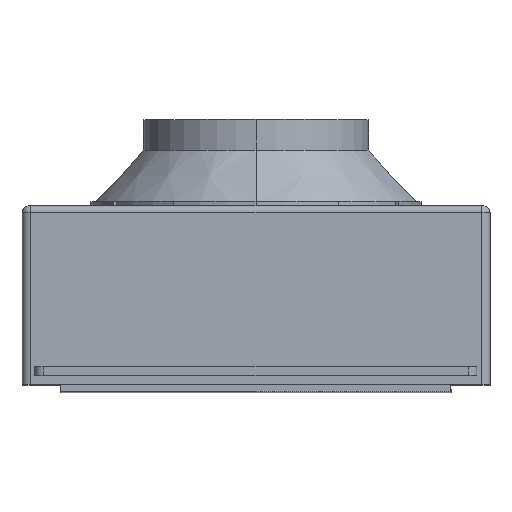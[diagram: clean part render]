
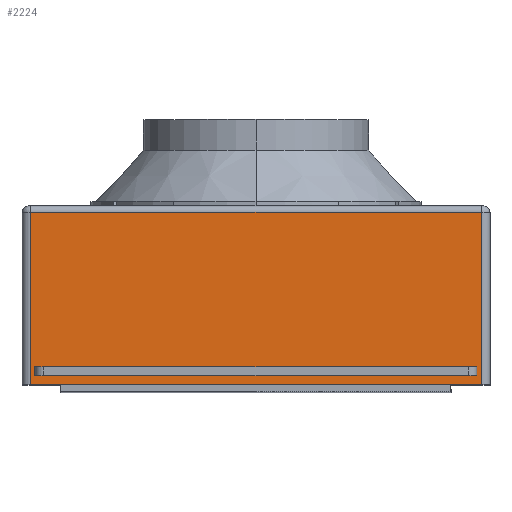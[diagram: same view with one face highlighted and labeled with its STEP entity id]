
A CAD part, top view. The second image highlights one B-rep face of the part: STEP entity #2224.
In plain terms, the highlighted planar face has unit normal (0, 0, 1).
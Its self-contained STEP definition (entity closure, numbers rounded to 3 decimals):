
#29 = DIRECTION ( 'NONE',  ( 0., -1., 0. ) ) ;
#69 = CARTESIAN_POINT ( 'NONE',  ( -5.2, 3.77, 5.4 ) ) ;
#75 = EDGE_CURVE ( 'NONE', #3486, #313, #662, .T. ) ;
#96 = CARTESIAN_POINT ( 'NONE',  ( -5.1, 0., 5.4 ) ) ;
#141 = VECTOR ( 'NONE', #2388, 1000. ) ;
#151 = VERTEX_POINT ( 'NONE', #3208 ) ;
#277 = CARTESIAN_POINT ( 'NONE',  ( -5.2, 3.93, 5.4 ) ) ;
#313 = VERTEX_POINT ( 'NONE', #615 ) ;
#351 = DIRECTION ( 'NONE',  ( 0., 1., 0. ) ) ;
#357 = EDGE_CURVE ( 'NONE', #3227, #3486, #408, .T. ) ;
#368 = LINE ( 'NONE', #1679, #3397 ) ;
#398 = VECTOR ( 'NONE', #686, 1000. ) ;
#405 = CARTESIAN_POINT ( 'NONE',  ( -5.1, 0.12, 5.4 ) ) ;
#408 = LINE ( 'NONE', #96, #3241 ) ;
#477 = CARTESIAN_POINT ( 'NONE',  ( 5.2, 3.93, 5.4 ) ) ;
#615 = CARTESIAN_POINT ( 'NONE',  ( 5.1, 0.12, 5.4 ) ) ;
#662 = LINE ( 'NONE', #405, #2446 ) ;
#686 = DIRECTION ( 'NONE',  ( 0., -1., 0. ) ) ;
#821 = EDGE_CURVE ( 'NONE', #2492, #1704, #2729, .T. ) ;
#822 = EDGE_LOOP ( 'NONE', ( #947, #2959, #2901, #948 ) ) ;
#872 = EDGE_CURVE ( 'NONE', #1704, #3060, #1127, .T. ) ;
#893 = DIRECTION ( 'NONE',  ( 0., 1., 0. ) ) ;
#947 = ORIENTED_EDGE ( 'NONE', *, *, #1929, .F. ) ;
#948 = ORIENTED_EDGE ( 'NONE', *, *, #1721, .F. ) ;
#1054 = CARTESIAN_POINT ( 'NONE',  ( 5.2, -0.2, 5.4 ) ) ;
#1059 = ORIENTED_EDGE ( 'NONE', *, *, #3234, .F. ) ;
#1127 = LINE ( 'NONE', #277, #3193 ) ;
#1198 = FACE_BOUND ( 'NONE', #822, .T. ) ;
#1314 = CARTESIAN_POINT ( 'NONE',  ( 5.2, -0.2, 5.4 ) ) ;
#1489 = CARTESIAN_POINT ( 'NONE',  ( -5.1, 0.12, 5.4 ) ) ;
#1495 = FACE_OUTER_BOUND ( 'NONE', #3043, .T. ) ;
#1522 = EDGE_CURVE ( 'NONE', #2492, #2021, #2914, .T. ) ;
#1535 = CARTESIAN_POINT ( 'NONE',  ( -5.4, 0., 5.4 ) ) ;
#1596 = CARTESIAN_POINT ( 'NONE',  ( -5.1, 0., 5.4 ) ) ;
#1613 = DIRECTION ( 'NONE',  ( -1., 0., 0. ) ) ;
#1617 = CARTESIAN_POINT ( 'NONE',  ( -5.2, -0.2, 5.4 ) ) ;
#1659 = VECTOR ( 'NONE', #1613, 1000. ) ;
#1679 = CARTESIAN_POINT ( 'NONE',  ( 5.1, 0., 5.4 ) ) ;
#1704 = VERTEX_POINT ( 'NONE', #69 ) ;
#1721 = EDGE_CURVE ( 'NONE', #151, #313, #368, .T. ) ;
#1747 = DIRECTION ( 'NONE',  ( 1., 0., 0. ) ) ;
#1909 = LINE ( 'NONE', #1314, #141 ) ;
#1929 = EDGE_CURVE ( 'NONE', #3227, #151, #2121, .T. ) ;
#2010 = DIRECTION ( 'NONE',  ( 0., 0., 1. ) ) ;
#2021 = VERTEX_POINT ( 'NONE', #1054 ) ;
#2120 = ORIENTED_EDGE ( 'NONE', *, *, #872, .T. ) ;
#2121 = LINE ( 'NONE', #1596, #2470 ) ;
#2224 = ADVANCED_FACE ( 'NONE', ( #1198, #1495 ), #3158, .T. ) ;
#2378 = DIRECTION ( 'NONE',  ( 1., 0., 0. ) ) ;
#2388 = DIRECTION ( 'NONE',  ( -1., 0., 0. ) ) ;
#2446 = VECTOR ( 'NONE', #1747, 1000. ) ;
#2448 = CARTESIAN_POINT ( 'NONE',  ( -5.1, 0., 5.4 ) ) ;
#2459 = ORIENTED_EDGE ( 'NONE', *, *, #821, .T. ) ;
#2470 = VECTOR ( 'NONE', #2378, 1000. ) ;
#2473 = CARTESIAN_POINT ( 'NONE',  ( 5.2, 3.77, 5.4 ) ) ;
#2492 = VERTEX_POINT ( 'NONE', #2473 ) ;
#2589 = AXIS2_PLACEMENT_3D ( 'NONE', #1535, #2010, #3094 ) ;
#2729 = LINE ( 'NONE', #3313, #1659 ) ;
#2901 = ORIENTED_EDGE ( 'NONE', *, *, #75, .T. ) ;
#2914 = LINE ( 'NONE', #477, #398 ) ;
#2959 = ORIENTED_EDGE ( 'NONE', *, *, #357, .T. ) ;
#3043 = EDGE_LOOP ( 'NONE', ( #3147, #2459, #2120, #1059 ) ) ;
#3060 = VERTEX_POINT ( 'NONE', #1617 ) ;
#3094 = DIRECTION ( 'NONE',  ( 1., 0., 0. ) ) ;
#3147 = ORIENTED_EDGE ( 'NONE', *, *, #1522, .F. ) ;
#3158 = PLANE ( 'NONE',  #2589 ) ;
#3193 = VECTOR ( 'NONE', #29, 1000. ) ;
#3208 = CARTESIAN_POINT ( 'NONE',  ( 5.1, 0., 5.4 ) ) ;
#3227 = VERTEX_POINT ( 'NONE', #2448 ) ;
#3234 = EDGE_CURVE ( 'NONE', #2021, #3060, #1909, .T. ) ;
#3241 = VECTOR ( 'NONE', #893, 1000. ) ;
#3313 = CARTESIAN_POINT ( 'NONE',  ( -5.4, 3.77, 5.4 ) ) ;
#3397 = VECTOR ( 'NONE', #351, 1000. ) ;
#3486 = VERTEX_POINT ( 'NONE', #1489 ) ;
